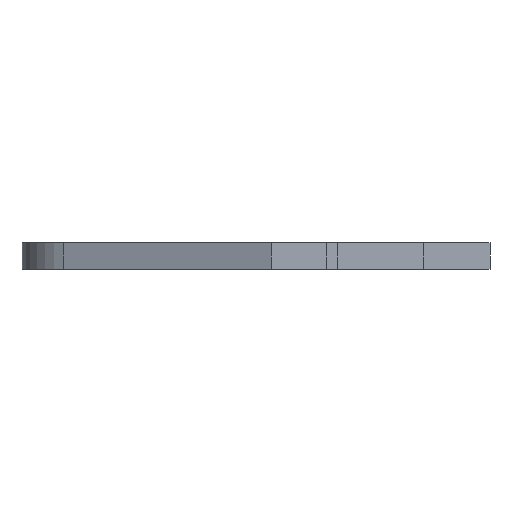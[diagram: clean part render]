
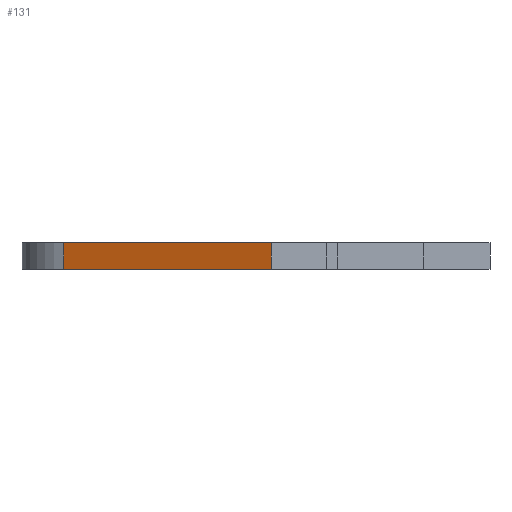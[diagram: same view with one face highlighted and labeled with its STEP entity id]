
A CAD part, front view. The second image highlights one B-rep face of the part: STEP entity #131.
In plain terms, the highlighted planar face has unit normal (-0.374, -0.927, 0).
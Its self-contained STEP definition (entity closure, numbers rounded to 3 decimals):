
#92 = LINE ( 'NONE', #1182, #403 ) ;
#131 = ADVANCED_FACE ( 'NONE', ( #2350 ), #1616, .F. ) ;
#231 = ORIENTED_EDGE ( 'NONE', *, *, #1561, .T. ) ;
#271 = LINE ( 'NONE', #1441, #491 ) ;
#391 = CARTESIAN_POINT ( 'NONE',  ( -44.895, 225., -90. ) ) ;
#403 = VECTOR ( 'NONE', #575, 1000. ) ;
#407 = LINE ( 'NONE', #875, #1292 ) ;
#456 = AXIS2_PLACEMENT_3D ( 'NONE', #1806, #1835, #971 ) ;
#459 = CARTESIAN_POINT ( 'NONE',  ( -106.826, 249.953, -90. ) ) ;
#491 = VECTOR ( 'NONE', #1233, 1000. ) ;
#510 = CARTESIAN_POINT ( 'NONE',  ( -106.826, 249.953, -90. ) ) ;
#545 = CARTESIAN_POINT ( 'NONE',  ( -44.895, 225., -98. ) ) ;
#575 = DIRECTION ( 'NONE',  ( 0., 0., 1. ) ) ;
#677 = ORIENTED_EDGE ( 'NONE', *, *, #2370, .F. ) ;
#875 = CARTESIAN_POINT ( 'NONE',  ( -44.895, 225., -98. ) ) ;
#971 = DIRECTION ( 'NONE',  ( -0.928, 0.374, 0. ) ) ;
#982 = LINE ( 'NONE', #510, #1736 ) ;
#1181 = VERTEX_POINT ( 'NONE', #545 ) ;
#1182 = CARTESIAN_POINT ( 'NONE',  ( -106.826, 249.953, -98. ) ) ;
#1233 = DIRECTION ( 'NONE',  ( -0.928, 0.374, 0. ) ) ;
#1292 = VECTOR ( 'NONE', #1747, 1000. ) ;
#1397 = ORIENTED_EDGE ( 'NONE', *, *, #2198, .F. ) ;
#1441 = CARTESIAN_POINT ( 'NONE',  ( -106.826, 249.953, -98. ) ) ;
#1558 = VERTEX_POINT ( 'NONE', #1710 ) ;
#1561 = EDGE_CURVE ( 'NONE', #1181, #1749, #407, .T. ) ;
#1616 = PLANE ( 'NONE',  #456 ) ;
#1650 = EDGE_CURVE ( 'NONE', #1749, #2578, #982, .T. ) ;
#1710 = CARTESIAN_POINT ( 'NONE',  ( -106.826, 249.953, -98. ) ) ;
#1736 = VECTOR ( 'NONE', #2598, 1000. ) ;
#1747 = DIRECTION ( 'NONE',  ( 0., 0., 1. ) ) ;
#1749 = VERTEX_POINT ( 'NONE', #391 ) ;
#1782 = EDGE_LOOP ( 'NONE', ( #1842, #1397, #677, #231 ) ) ;
#1806 = CARTESIAN_POINT ( 'NONE',  ( -106.826, 249.953, -98. ) ) ;
#1835 = DIRECTION ( 'NONE',  ( 0.374, 0.928, 0. ) ) ;
#1842 = ORIENTED_EDGE ( 'NONE', *, *, #1650, .T. ) ;
#2198 = EDGE_CURVE ( 'NONE', #1558, #2578, #92, .T. ) ;
#2350 = FACE_OUTER_BOUND ( 'NONE', #1782, .T. ) ;
#2370 = EDGE_CURVE ( 'NONE', #1181, #1558, #271, .T. ) ;
#2578 = VERTEX_POINT ( 'NONE', #459 ) ;
#2598 = DIRECTION ( 'NONE',  ( -0.928, 0.374, 0. ) ) ;
